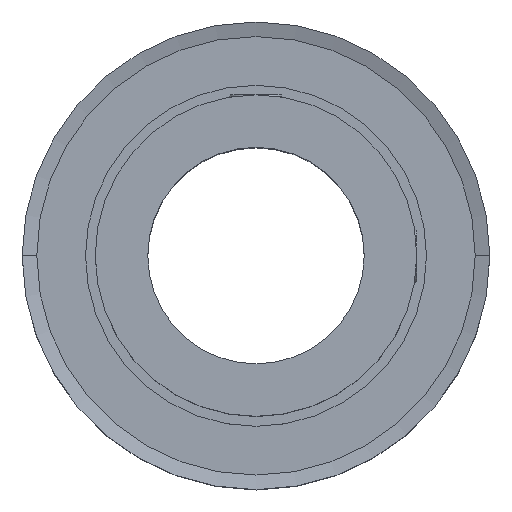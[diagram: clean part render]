
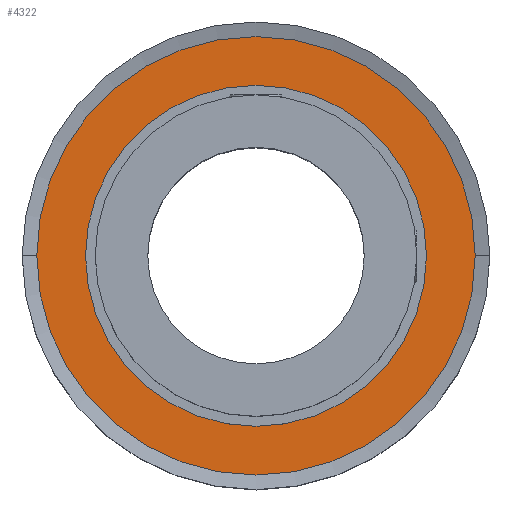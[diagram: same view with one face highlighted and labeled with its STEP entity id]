
A CAD part, top view. The second image highlights one B-rep face of the part: STEP entity #4322.
In plain terms, the highlighted planar face has unit normal (0, 0, 1).
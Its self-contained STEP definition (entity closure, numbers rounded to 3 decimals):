
#96 = CARTESIAN_POINT ( 'NONE',  ( -22.5, 0., 21.1 ) ) ;
#402 = DIRECTION ( 'NONE',  ( 0., 0., 1. ) ) ;
#695 = CARTESIAN_POINT ( 'NONE',  ( 17.5, 0., 21.1 ) ) ;
#1032 = CARTESIAN_POINT ( 'NONE',  ( 0., 0., 21.1 ) ) ;
#1827 = CARTESIAN_POINT ( 'NONE',  ( 0., 0., 21.1 ) ) ;
#1979 = EDGE_LOOP ( 'NONE', ( #6333, #2606 ) ) ;
#2182 = CARTESIAN_POINT ( 'NONE',  ( 0., 0., 21.1 ) ) ;
#2212 = CARTESIAN_POINT ( 'NONE',  ( 0., 0., 21.1 ) ) ;
#2435 = DIRECTION ( 'NONE',  ( 0., 0., 1. ) ) ;
#2606 = ORIENTED_EDGE ( 'NONE', *, *, #5630, .T. ) ;
#2767 = PLANE ( 'NONE',  #2910 ) ;
#2798 = DIRECTION ( 'NONE',  ( 0., 0., 1. ) ) ;
#2910 = AXIS2_PLACEMENT_3D ( 'NONE', #2212, #402, #6754 ) ;
#2955 = CARTESIAN_POINT ( 'NONE',  ( 0., 0., 21.1 ) ) ;
#2982 = VERTEX_POINT ( 'NONE', #96 ) ;
#3027 = CARTESIAN_POINT ( 'NONE',  ( -17.5, 0., 21.1 ) ) ;
#3040 = VERTEX_POINT ( 'NONE', #3027 ) ;
#3240 = ORIENTED_EDGE ( 'NONE', *, *, #4013, .F. ) ;
#3306 = DIRECTION ( 'NONE',  ( 1., 0., 0. ) ) ;
#3335 = CIRCLE ( 'NONE', #6686, 22.5 ) ;
#3345 = FACE_OUTER_BOUND ( 'NONE', #1979, .T. ) ;
#3620 = AXIS2_PLACEMENT_3D ( 'NONE', #2955, #5765, #7407 ) ;
#3896 = EDGE_CURVE ( 'NONE', #5417, #3040, #4460, .T. ) ;
#3935 = DIRECTION ( 'NONE',  ( 1., 0., 0. ) ) ;
#4013 = EDGE_CURVE ( 'NONE', #3040, #5417, #7205, .T. ) ;
#4322 = ADVANCED_FACE ( 'NONE', ( #3345, #5605 ), #2767, .T. ) ;
#4460 = CIRCLE ( 'NONE', #4699, 17.5 ) ;
#4564 = CARTESIAN_POINT ( 'NONE',  ( 22.5, 0., 21.1 ) ) ;
#4699 = AXIS2_PLACEMENT_3D ( 'NONE', #2182, #5614, #3935 ) ;
#5161 = DIRECTION ( 'NONE',  ( 1., 0., 0. ) ) ;
#5344 = EDGE_LOOP ( 'NONE', ( #5632, #3240 ) ) ;
#5380 = EDGE_CURVE ( 'NONE', #6566, #2982, #3335, .T. ) ;
#5417 = VERTEX_POINT ( 'NONE', #695 ) ;
#5605 = FACE_BOUND ( 'NONE', #5344, .T. ) ;
#5614 = DIRECTION ( 'NONE',  ( 0., 0., 1. ) ) ;
#5630 = EDGE_CURVE ( 'NONE', #2982, #6566, #7045, .T. ) ;
#5632 = ORIENTED_EDGE ( 'NONE', *, *, #3896, .F. ) ;
#5765 = DIRECTION ( 'NONE',  ( 0., 0., 1. ) ) ;
#6205 = AXIS2_PLACEMENT_3D ( 'NONE', #1032, #2798, #3306 ) ;
#6333 = ORIENTED_EDGE ( 'NONE', *, *, #5380, .T. ) ;
#6566 = VERTEX_POINT ( 'NONE', #4564 ) ;
#6686 = AXIS2_PLACEMENT_3D ( 'NONE', #1827, #2435, #5161 ) ;
#6754 = DIRECTION ( 'NONE',  ( 1., 0., 0. ) ) ;
#7045 = CIRCLE ( 'NONE', #6205, 22.5 ) ;
#7205 = CIRCLE ( 'NONE', #3620, 17.5 ) ;
#7407 = DIRECTION ( 'NONE',  ( 1., 0., 0. ) ) ;
